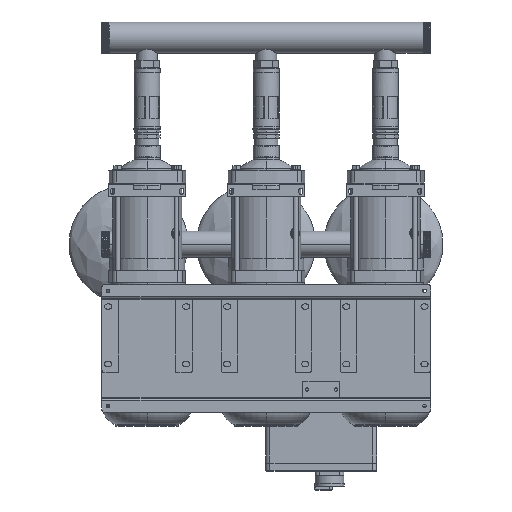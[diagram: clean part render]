
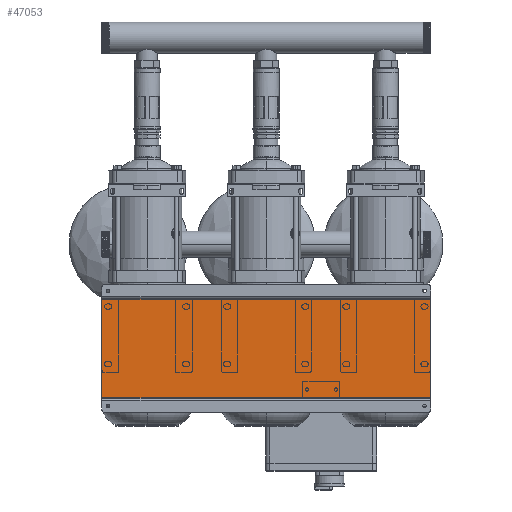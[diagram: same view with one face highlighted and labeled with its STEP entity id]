
A CAD part, front view. The second image highlights one B-rep face of the part: STEP entity #47053.
In plain terms, the highlighted planar face has unit normal (0, -1, 0).
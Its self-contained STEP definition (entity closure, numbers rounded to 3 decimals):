
#2990 = DIRECTION ( 'NONE',  ( -1., 0., 0. ) ) ;
#3663 = VECTOR ( 'NONE', #2990, 1000. ) ;
#4113 = CARTESIAN_POINT ( 'NONE',  ( 400., 55., -120. ) ) ;
#4138 = EDGE_CURVE ( 'NONE', #73382, #24739, #83958, .T. ) ;
#9465 = CARTESIAN_POINT ( 'NONE',  ( 400., 55., 120. ) ) ;
#22152 = CARTESIAN_POINT ( 'NONE',  ( 400., 55., -120. ) ) ;
#24739 = VERTEX_POINT ( 'NONE', #33842 ) ;
#24792 = VECTOR ( 'NONE', #70869, 1000. ) ;
#28119 = EDGE_LOOP ( 'NONE', ( #32101, #117035, #59030, #90882 ) ) ;
#31718 = EDGE_CURVE ( 'NONE', #73382, #58735, #47668, .T. ) ;
#32101 = ORIENTED_EDGE ( 'NONE', *, *, #65787, .T. ) ;
#33842 = CARTESIAN_POINT ( 'NONE',  ( -400., 55., 120. ) ) ;
#35580 = DIRECTION ( 'NONE',  ( 0., 1., 0. ) ) ;
#41500 = CARTESIAN_POINT ( 'NONE',  ( 400., 55., 120. ) ) ;
#42690 = LINE ( 'NONE', #22152, #3663 ) ;
#47053 = ADVANCED_FACE ( 'NONE', ( #64974 ), #129276, .F. ) ;
#47668 = LINE ( 'NONE', #111918, #24792 ) ;
#58735 = VERTEX_POINT ( 'NONE', #83734 ) ;
#59030 = ORIENTED_EDGE ( 'NONE', *, *, #31718, .F. ) ;
#64974 = FACE_OUTER_BOUND ( 'NONE', #28119, .T. ) ;
#65787 = EDGE_CURVE ( 'NONE', #24739, #109993, #93780, .T. ) ;
#70869 = DIRECTION ( 'NONE',  ( 0., 0., -1. ) ) ;
#72661 = VECTOR ( 'NONE', #93498, 1000. ) ;
#73382 = VERTEX_POINT ( 'NONE', #41500 ) ;
#73658 = EDGE_CURVE ( 'NONE', #58735, #109993, #42690, .T. ) ;
#75137 = CARTESIAN_POINT ( 'NONE',  ( -400., 55., -120. ) ) ;
#83734 = CARTESIAN_POINT ( 'NONE',  ( 400., 55., -120. ) ) ;
#83958 = LINE ( 'NONE', #9465, #72661 ) ;
#86526 = VECTOR ( 'NONE', #121436, 1000. ) ;
#90882 = ORIENTED_EDGE ( 'NONE', *, *, #4138, .T. ) ;
#93498 = DIRECTION ( 'NONE',  ( -1., 0., 0. ) ) ;
#93780 = LINE ( 'NONE', #100189, #86526 ) ;
#100189 = CARTESIAN_POINT ( 'NONE',  ( -400., 55., -120. ) ) ;
#109993 = VERTEX_POINT ( 'NONE', #75137 ) ;
#111918 = CARTESIAN_POINT ( 'NONE',  ( 400., 55., 120. ) ) ;
#117035 = ORIENTED_EDGE ( 'NONE', *, *, #73658, .F. ) ;
#121436 = DIRECTION ( 'NONE',  ( 0., 0., -1. ) ) ;
#123869 = AXIS2_PLACEMENT_3D ( 'NONE', #4113, #35580, #128592 ) ;
#128592 = DIRECTION ( 'NONE',  ( 0., 0., 1. ) ) ;
#129276 = PLANE ( 'NONE',  #123869 ) ;
